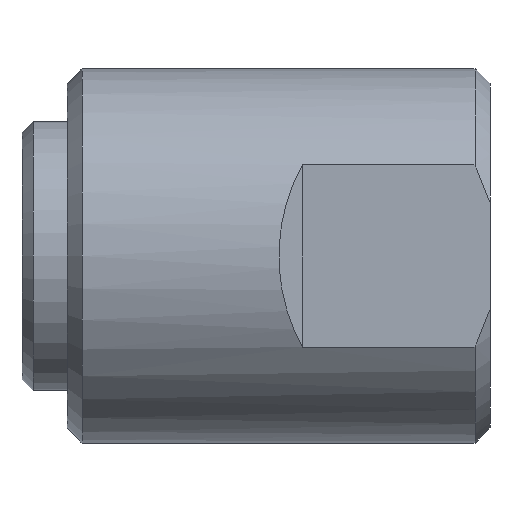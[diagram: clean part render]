
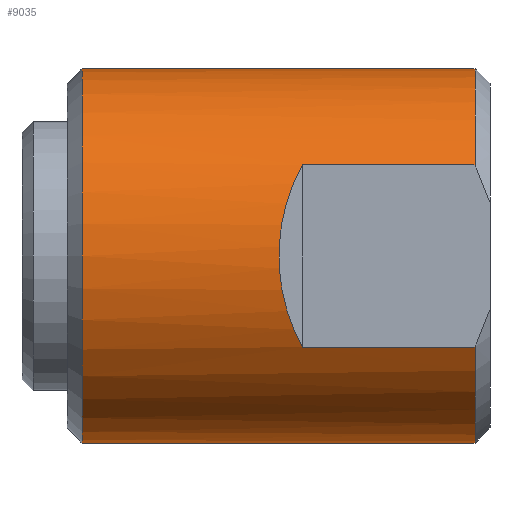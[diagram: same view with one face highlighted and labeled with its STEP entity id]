
A CAD part, front view. The second image highlights one B-rep face of the part: STEP entity #9035.
In plain terms, the highlighted cylindrical face has radius 6.337 mm (diameter 12.675 mm), a partial arc.
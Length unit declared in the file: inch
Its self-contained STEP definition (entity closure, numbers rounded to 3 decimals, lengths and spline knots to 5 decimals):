
#311 = VECTOR ( 'NONE', #11167, 39.37008 ) ;
#568 = ORIENTED_EDGE ( 'NONE', *, *, #5283, .F. ) ;
#578 = LINE ( 'NONE', #10124, #4978 ) ;
#580 = LINE ( 'NONE', #5339, #10786 ) ;
#584 = ORIENTED_EDGE ( 'NONE', *, *, #9525, .T. ) ;
#831 = DIRECTION ( 'NONE',  ( 0., 0., 1. ) ) ;
#1095 = VERTEX_POINT ( 'NONE', #8843 ) ;
#1411 = CIRCLE ( 'NONE', #2022, 0.2495 ) ;
#1480 = CARTESIAN_POINT ( 'NONE',  ( 0.479, 0., -0.2495 ) ) ;
#1509 = CARTESIAN_POINT ( 'NONE',  ( 0.249, -0.218, 0.12135 ) ) ;
#1611 = CARTESIAN_POINT ( 'NONE',  ( 0., 0., 0.2495 ) ) ;
#1690 = DIRECTION ( 'NONE',  ( 0., 0., 1. ) ) ;
#1797 = CARTESIAN_POINT ( 'NONE',  ( 0.479, 0., 0. ) ) ;
#1824 = CARTESIAN_POINT ( 'NONE',  ( 0.479, 0., 0. ) ) ;
#1841 = CYLINDRICAL_SURFACE ( 'NONE', #12419, 0.2495 ) ;
#2022 = AXIS2_PLACEMENT_3D ( 'NONE', #11598, #2986, #7812 ) ;
#2317 = EDGE_CURVE ( 'NONE', #6363, #2963, #4432, .T. ) ;
#2495 = ORIENTED_EDGE ( 'NONE', *, *, #8982, .F. ) ;
#2554 = DIRECTION ( 'NONE',  ( -1., 0., 0. ) ) ;
#2690 = EDGE_LOOP ( 'NONE', ( #5737, #8088, #568, #2495, #7688, #11627, #584, #7932 ) ) ;
#2782 = CARTESIAN_POINT ( 'NONE',  ( 0.249, -0.218, -0.12135 ) ) ;
#2963 = VERTEX_POINT ( 'NONE', #1509 ) ;
#2986 = DIRECTION ( 'NONE',  ( -1., 0., 0. ) ) ;
#3114 = CARTESIAN_POINT ( 'NONE',  ( 0.479, 0., 0.2495 ) ) ;
#3392 = CARTESIAN_POINT ( 'NONE',  ( 0.479, -0.218, 0.12135 ) ) ;
#3657 = CARTESIAN_POINT ( 'NONE',  ( 0.20604, -0.26096, -0.04417 ) ) ;
#3790 = CARTESIAN_POINT ( 'NONE',  ( 0.479, -0.218, -0.12135 ) ) ;
#4406 = DIRECTION ( 'NONE',  ( -1., 0., 0. ) ) ;
#4432 = LINE ( 'NONE', #9215, #311 ) ;
#4715 = CARTESIAN_POINT ( 'NONE',  ( 0., 0., 0. ) ) ;
#4790 = CIRCLE ( 'NONE', #6195, 0.2495 ) ;
#4978 = VECTOR ( 'NONE', #4406, 39.37008 ) ;
#5005 = VERTEX_POINT ( 'NONE', #3114 ) ;
#5283 = EDGE_CURVE ( 'NONE', #8452, #9023, #580, .T. ) ;
#5339 = CARTESIAN_POINT ( 'NONE',  ( 0., -0.218, -0.12135 ) ) ;
#5398 = CARTESIAN_POINT ( 'NONE',  ( 0.249, -0.218, 0.12135 ) ) ;
#5737 = ORIENTED_EDGE ( 'NONE', *, *, #7842, .F. ) ;
#5812 = CIRCLE ( 'NONE', #6023, 0.2495 ) ;
#6023 = AXIS2_PLACEMENT_3D ( 'NONE', #1797, #12153, #6492 ) ;
#6195 = AXIS2_PLACEMENT_3D ( 'NONE', #1824, #9357, #1690 ) ;
#6363 = VERTEX_POINT ( 'NONE', #3392 ) ;
#6415 = DIRECTION ( 'NONE',  ( -1., 0., 0. ) ) ;
#6492 = DIRECTION ( 'NONE',  ( 0., 0., 1. ) ) ;
#7018 = CARTESIAN_POINT ( 'NONE',  ( 0.249, -0.218, -0.12135 ) ) ;
#7688 = ORIENTED_EDGE ( 'NONE', *, *, #2317, .F. ) ;
#7765 = VERTEX_POINT ( 'NONE', #10185 ) ;
#7812 = DIRECTION ( 'NONE',  ( 0., 0., 1. ) ) ;
#7842 = EDGE_CURVE ( 'NONE', #8469, #1095, #578, .T. ) ;
#7932 = ORIENTED_EDGE ( 'NONE', *, *, #12047, .F. ) ;
#8088 = ORIENTED_EDGE ( 'NONE', *, *, #11441, .T. ) ;
#8452 = VERTEX_POINT ( 'NONE', #7018 ) ;
#8469 = VERTEX_POINT ( 'NONE', #1480 ) ;
#8843 = CARTESIAN_POINT ( 'NONE',  ( -0.045, 0., -0.2495 ) ) ;
#8982 = EDGE_CURVE ( 'NONE', #2963, #8452, #9802, .T. ) ;
#9023 = VERTEX_POINT ( 'NONE', #3790 ) ;
#9035 = ADVANCED_FACE ( 'NONE', ( #12327 ), #1841, .T. ) ;
#9206 = EDGE_CURVE ( 'NONE', #6363, #5005, #4790, .T. ) ;
#9215 = CARTESIAN_POINT ( 'NONE',  ( 0., -0.218, 0.12135 ) ) ;
#9357 = DIRECTION ( 'NONE',  ( -1., 0., 0. ) ) ;
#9406 = LINE ( 'NONE', #1611, #10209 ) ;
#9525 = EDGE_CURVE ( 'NONE', #5005, #7765, #9406, .T. ) ;
#9802 =( BOUNDED_CURVE ( )  B_SPLINE_CURVE ( 3, ( #5398, #11394, #3657, #2782 ),
 .UNSPECIFIED., .F., .F. ) 
 B_SPLINE_CURVE_WITH_KNOTS ( ( 4, 4 ),
 ( 5.77524, 6.79113 ),
 .UNSPECIFIED. ) 
 CURVE ( )  GEOMETRIC_REPRESENTATION_ITEM ( )  RATIONAL_B_SPLINE_CURVE ( ( 1., 0.916, 0.916, 1. ) ) 
 REPRESENTATION_ITEM ( '' )  );
#10124 = CARTESIAN_POINT ( 'NONE',  ( 0., 0., -0.2495 ) ) ;
#10185 = CARTESIAN_POINT ( 'NONE',  ( -0.045, 0., 0.2495 ) ) ;
#10209 = VECTOR ( 'NONE', #2554, 39.37008 ) ;
#10786 = VECTOR ( 'NONE', #11905, 39.37008 ) ;
#11167 = DIRECTION ( 'NONE',  ( -1., 0., 0. ) ) ;
#11394 = CARTESIAN_POINT ( 'NONE',  ( 0.20604, -0.26096, 0.04417 ) ) ;
#11441 = EDGE_CURVE ( 'NONE', #8469, #9023, #5812, .T. ) ;
#11598 = CARTESIAN_POINT ( 'NONE',  ( -0.045, 0., 0. ) ) ;
#11627 = ORIENTED_EDGE ( 'NONE', *, *, #9206, .T. ) ;
#11905 = DIRECTION ( 'NONE',  ( 1., 0., 0. ) ) ;
#12047 = EDGE_CURVE ( 'NONE', #1095, #7765, #1411, .T. ) ;
#12153 = DIRECTION ( 'NONE',  ( -1., 0., 0. ) ) ;
#12327 = FACE_OUTER_BOUND ( 'NONE', #2690, .T. ) ;
#12419 = AXIS2_PLACEMENT_3D ( 'NONE', #4715, #6415, #831 ) ;
